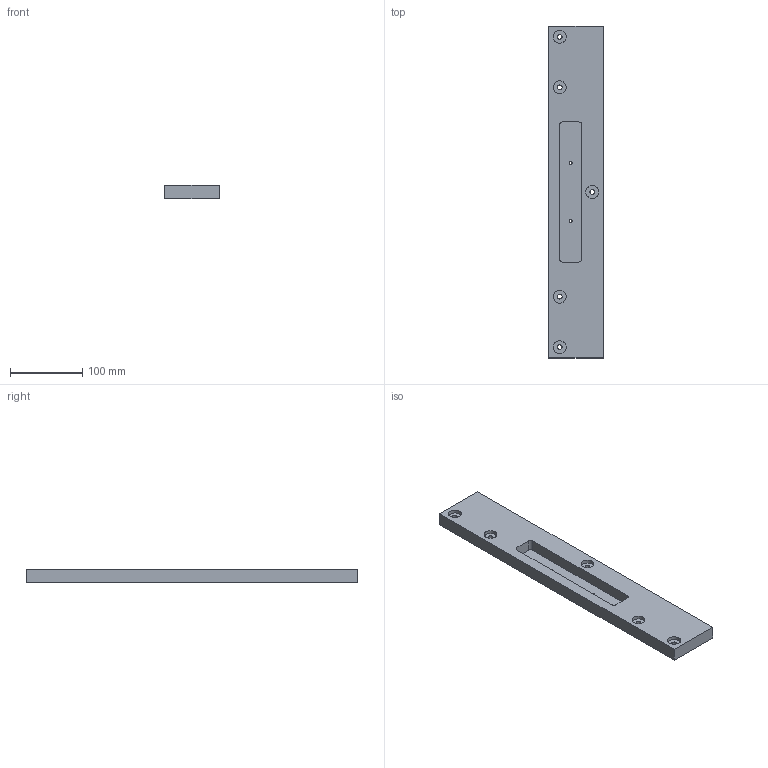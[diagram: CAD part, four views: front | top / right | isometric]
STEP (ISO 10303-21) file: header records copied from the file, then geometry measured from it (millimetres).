
FILE_DESCRIPTION(/* description */ (''),/* implementation_level */ '2;1');
FILE_NAME(/* name */ 'xyStageStilt.stp',/* time_stamp */ '2016-06-30T14:46:45+01:00',/* author */ ('sims01'),/* organization */ (''),/* preprocessor_version */ 'ST-DEVELOPER v16.1',/* originating_system */ 'Autodesk Inventor 2016',/* authorisation */ '');
FILE_SCHEMA (('AUTOMOTIVE_DESIGN { 1 0 10303 214 3 1 1 }'));
Length unit declared in the file: millimetre
Products named in the file (1): xyStageStilt
Bounding box: 75 x 460 x 18.5 mm (x, y, z)
Volume: 534368.4 mm3; surface area: 98326.9 mm2
Topology: 1 solids, 1 shells, 32 faces, 74 edges, 50 vertices
Faces by surface type: plane 16, cylinder 16
Full cylindrical faces by diameter (mm): 4.134 x2, 6.6 x5, 18 x5
Entity records: 909 total; most frequent: DIRECTION 158, CARTESIAN_POINT 141, ORIENTED_EDGE 120, AXIS2_PLACEMENT_3D 65, EDGE_LOOP 64, EDGE_CURVE 60, VERTEX_POINT 48, FACE_BOUND 32
